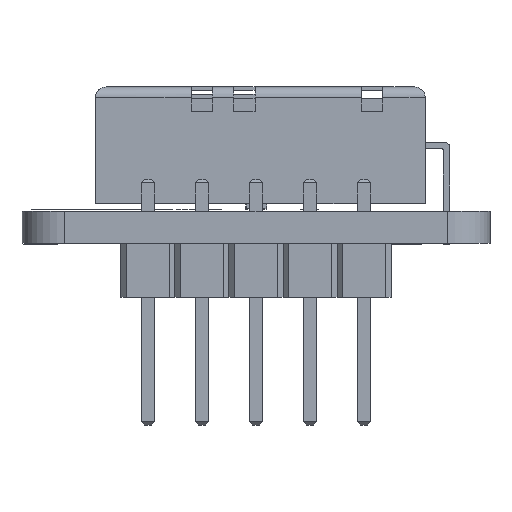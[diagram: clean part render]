
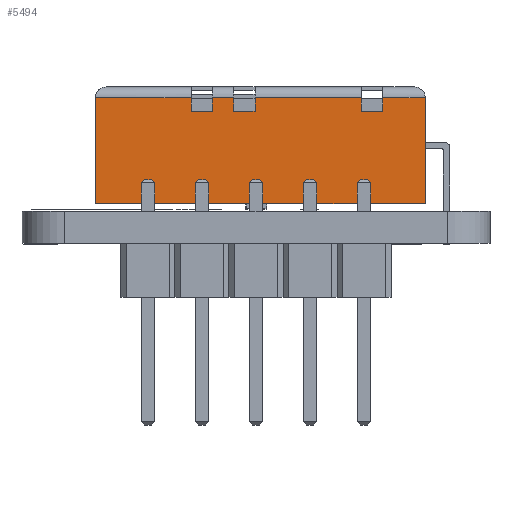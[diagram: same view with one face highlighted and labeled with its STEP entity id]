
A CAD part, front view. The second image highlights one B-rep face of the part: STEP entity #5494.
In plain terms, the highlighted face is planar.
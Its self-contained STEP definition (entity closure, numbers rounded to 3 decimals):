
#5434 = EDGE_CURVE('',#5435,#5437,#5439,.T.);
#5435 = VERTEX_POINT('',#5436);
#5436 = CARTESIAN_POINT('',(-2.25,2.19,0.));
#5437 = VERTEX_POINT('',#5438);
#5438 = CARTESIAN_POINT('',(2.75,2.19,0.));
#5439 = LINE('',#5440,#5441);
#5440 = CARTESIAN_POINT('',(-2.75,2.19,0.));
#5441 = VECTOR('',#5442,1.);
#5442 = DIRECTION('',(1.,0.,0.));
#5494 = ADVANCED_FACE('',(#5495),#5664,.T.);
#5495 = FACE_BOUND('',#5496,.T.);
#5496 = EDGE_LOOP('',(#5497,#5498,#5506,#5514,#5522,#5530,#5538,#5546,
    #5554,#5562,#5570,#5578,#5586,#5594,#5602,#5610,#5618,#5626,#5634,
    #5642,#5650,#5658));
#5497 = ORIENTED_EDGE('',*,*,#5434,.F.);
#5498 = ORIENTED_EDGE('',*,*,#5499,.T.);
#5499 = EDGE_CURVE('',#5435,#5500,#5502,.T.);
#5500 = VERTEX_POINT('',#5501);
#5501 = CARTESIAN_POINT('',(-2.25,2.19,2.));
#5502 = LINE('',#5503,#5504);
#5503 = CARTESIAN_POINT('',(-2.25,2.19,0.));
#5504 = VECTOR('',#5505,1.);
#5505 = DIRECTION('',(0.,0.,1.));
#5506 = ORIENTED_EDGE('',*,*,#5507,.T.);
#5507 = EDGE_CURVE('',#5500,#5508,#5510,.T.);
#5508 = VERTEX_POINT('',#5509);
#5509 = CARTESIAN_POINT('',(-2.1,2.19,2.));
#5510 = LINE('',#5511,#5512);
#5511 = CARTESIAN_POINT('',(-2.675,2.19,2.));
#5512 = VECTOR('',#5513,1.);
#5513 = DIRECTION('',(1.,0.,0.));
#5514 = ORIENTED_EDGE('',*,*,#5515,.T.);
#5515 = EDGE_CURVE('',#5508,#5516,#5518,.T.);
#5516 = VERTEX_POINT('',#5517);
#5517 = CARTESIAN_POINT('',(-1.6,2.19,2.));
#5518 = LINE('',#5519,#5520);
#5519 = CARTESIAN_POINT('',(-2.675,2.19,2.));
#5520 = VECTOR('',#5521,1.);
#5521 = DIRECTION('',(1.,0.,0.));
#5522 = ORIENTED_EDGE('',*,*,#5523,.F.);
#5523 = EDGE_CURVE('',#5524,#5516,#5526,.T.);
#5524 = VERTEX_POINT('',#5525);
#5525 = CARTESIAN_POINT('',(-1.6,2.19,3.));
#5526 = LINE('',#5527,#5528);
#5527 = CARTESIAN_POINT('',(-1.6,2.19,1.));
#5528 = VECTOR('',#5529,1.);
#5529 = DIRECTION('',(0.,0.,-1.));
#5530 = ORIENTED_EDGE('',*,*,#5531,.F.);
#5531 = EDGE_CURVE('',#5532,#5524,#5534,.T.);
#5532 = VERTEX_POINT('',#5533);
#5533 = CARTESIAN_POINT('',(-2.1,2.19,3.));
#5534 = LINE('',#5535,#5536);
#5535 = CARTESIAN_POINT('',(-2.675,2.19,3.));
#5536 = VECTOR('',#5537,1.);
#5537 = DIRECTION('',(1.,0.,0.));
#5538 = ORIENTED_EDGE('',*,*,#5539,.F.);
#5539 = EDGE_CURVE('',#5540,#5532,#5542,.T.);
#5540 = VERTEX_POINT('',#5541);
#5541 = CARTESIAN_POINT('',(-2.25,2.19,3.));
#5542 = LINE('',#5543,#5544);
#5543 = CARTESIAN_POINT('',(-2.675,2.19,3.));
#5544 = VECTOR('',#5545,1.);
#5545 = DIRECTION('',(1.,0.,0.));
#5546 = ORIENTED_EDGE('',*,*,#5547,.T.);
#5547 = EDGE_CURVE('',#5540,#5548,#5550,.T.);
#5548 = VERTEX_POINT('',#5549);
#5549 = CARTESIAN_POINT('',(-2.25,2.19,8.));
#5550 = LINE('',#5551,#5552);
#5551 = CARTESIAN_POINT('',(-2.25,2.19,0.));
#5552 = VECTOR('',#5553,1.);
#5553 = DIRECTION('',(0.,0.,1.));
#5554 = ORIENTED_EDGE('',*,*,#5555,.T.);
#5555 = EDGE_CURVE('',#5548,#5556,#5558,.T.);
#5556 = VERTEX_POINT('',#5557);
#5557 = CARTESIAN_POINT('',(-2.1,2.19,8.));
#5558 = LINE('',#5559,#5560);
#5559 = CARTESIAN_POINT('',(-2.675,2.19,8.));
#5560 = VECTOR('',#5561,1.);
#5561 = DIRECTION('',(1.,0.,0.));
#5562 = ORIENTED_EDGE('',*,*,#5563,.T.);
#5563 = EDGE_CURVE('',#5556,#5564,#5566,.T.);
#5564 = VERTEX_POINT('',#5565);
#5565 = CARTESIAN_POINT('',(-1.6,2.19,8.));
#5566 = LINE('',#5567,#5568);
#5567 = CARTESIAN_POINT('',(-2.675,2.19,8.));
#5568 = VECTOR('',#5569,1.);
#5569 = DIRECTION('',(1.,0.,0.));
#5570 = ORIENTED_EDGE('',*,*,#5571,.F.);
#5571 = EDGE_CURVE('',#5572,#5564,#5574,.T.);
#5572 = VERTEX_POINT('',#5573);
#5573 = CARTESIAN_POINT('',(-1.6,2.19,9.));
#5574 = LINE('',#5575,#5576);
#5575 = CARTESIAN_POINT('',(-1.6,2.19,4.));
#5576 = VECTOR('',#5577,1.);
#5577 = DIRECTION('',(0.,0.,-1.));
#5578 = ORIENTED_EDGE('',*,*,#5579,.F.);
#5579 = EDGE_CURVE('',#5580,#5572,#5582,.T.);
#5580 = VERTEX_POINT('',#5581);
#5581 = CARTESIAN_POINT('',(-2.1,2.19,9.));
#5582 = LINE('',#5583,#5584);
#5583 = CARTESIAN_POINT('',(-2.675,2.19,9.));
#5584 = VECTOR('',#5585,1.);
#5585 = DIRECTION('',(1.,0.,0.));
#5586 = ORIENTED_EDGE('',*,*,#5587,.F.);
#5587 = EDGE_CURVE('',#5588,#5580,#5590,.T.);
#5588 = VERTEX_POINT('',#5589);
#5589 = CARTESIAN_POINT('',(-2.25,2.19,9.));
#5590 = LINE('',#5591,#5592);
#5591 = CARTESIAN_POINT('',(-2.675,2.19,9.));
#5592 = VECTOR('',#5593,1.);
#5593 = DIRECTION('',(1.,0.,0.));
#5594 = ORIENTED_EDGE('',*,*,#5595,.T.);
#5595 = EDGE_CURVE('',#5588,#5596,#5598,.T.);
#5596 = VERTEX_POINT('',#5597);
#5597 = CARTESIAN_POINT('',(-2.25,2.19,10.));
#5598 = LINE('',#5599,#5600);
#5599 = CARTESIAN_POINT('',(-2.25,2.19,0.));
#5600 = VECTOR('',#5601,1.);
#5601 = DIRECTION('',(0.,0.,1.));
#5602 = ORIENTED_EDGE('',*,*,#5603,.T.);
#5603 = EDGE_CURVE('',#5596,#5604,#5606,.T.);
#5604 = VERTEX_POINT('',#5605);
#5605 = CARTESIAN_POINT('',(-2.1,2.19,10.));
#5606 = LINE('',#5607,#5608);
#5607 = CARTESIAN_POINT('',(-2.675,2.19,10.));
#5608 = VECTOR('',#5609,1.);
#5609 = DIRECTION('',(1.,0.,0.));
#5610 = ORIENTED_EDGE('',*,*,#5611,.T.);
#5611 = EDGE_CURVE('',#5604,#5612,#5614,.T.);
#5612 = VERTEX_POINT('',#5613);
#5613 = CARTESIAN_POINT('',(-1.6,2.19,10.));
#5614 = LINE('',#5615,#5616);
#5615 = CARTESIAN_POINT('',(-2.675,2.19,10.));
#5616 = VECTOR('',#5617,1.);
#5617 = DIRECTION('',(1.,0.,0.));
#5618 = ORIENTED_EDGE('',*,*,#5619,.F.);
#5619 = EDGE_CURVE('',#5620,#5612,#5622,.T.);
#5620 = VERTEX_POINT('',#5621);
#5621 = CARTESIAN_POINT('',(-1.6,2.19,11.));
#5622 = LINE('',#5623,#5624);
#5623 = CARTESIAN_POINT('',(-1.6,2.19,5.));
#5624 = VECTOR('',#5625,1.);
#5625 = DIRECTION('',(0.,0.,-1.));
#5626 = ORIENTED_EDGE('',*,*,#5627,.F.);
#5627 = EDGE_CURVE('',#5628,#5620,#5630,.T.);
#5628 = VERTEX_POINT('',#5629);
#5629 = CARTESIAN_POINT('',(-2.1,2.19,11.));
#5630 = LINE('',#5631,#5632);
#5631 = CARTESIAN_POINT('',(-2.675,2.19,11.));
#5632 = VECTOR('',#5633,1.);
#5633 = DIRECTION('',(1.,0.,0.));
#5634 = ORIENTED_EDGE('',*,*,#5635,.F.);
#5635 = EDGE_CURVE('',#5636,#5628,#5638,.T.);
#5636 = VERTEX_POINT('',#5637);
#5637 = CARTESIAN_POINT('',(-2.25,2.19,11.));
#5638 = LINE('',#5639,#5640);
#5639 = CARTESIAN_POINT('',(-2.675,2.19,11.));
#5640 = VECTOR('',#5641,1.);
#5641 = DIRECTION('',(1.,0.,0.));
#5642 = ORIENTED_EDGE('',*,*,#5643,.T.);
#5643 = EDGE_CURVE('',#5636,#5644,#5646,.T.);
#5644 = VERTEX_POINT('',#5645);
#5645 = CARTESIAN_POINT('',(-2.25,2.19,15.5));
#5646 = LINE('',#5647,#5648);
#5647 = CARTESIAN_POINT('',(-2.25,2.19,0.));
#5648 = VECTOR('',#5649,1.);
#5649 = DIRECTION('',(0.,0.,1.));
#5650 = ORIENTED_EDGE('',*,*,#5651,.T.);
#5651 = EDGE_CURVE('',#5644,#5652,#5654,.T.);
#5652 = VERTEX_POINT('',#5653);
#5653 = CARTESIAN_POINT('',(2.75,2.19,15.5));
#5654 = LINE('',#5655,#5656);
#5655 = CARTESIAN_POINT('',(-2.75,2.19,15.5));
#5656 = VECTOR('',#5657,1.);
#5657 = DIRECTION('',(1.,0.,0.));
#5658 = ORIENTED_EDGE('',*,*,#5659,.F.);
#5659 = EDGE_CURVE('',#5437,#5652,#5660,.T.);
#5660 = LINE('',#5661,#5662);
#5661 = CARTESIAN_POINT('',(2.75,2.19,0.));
#5662 = VECTOR('',#5663,1.);
#5663 = DIRECTION('',(0.,0.,1.));
#5664 = PLANE('',#5665);
#5665 = AXIS2_PLACEMENT_3D('',#5666,#5667,#5668);
#5666 = CARTESIAN_POINT('',(-2.75,2.19,0.));
#5667 = DIRECTION('',(0.,1.,0.));
#5668 = DIRECTION('',(1.,0.,0.));
